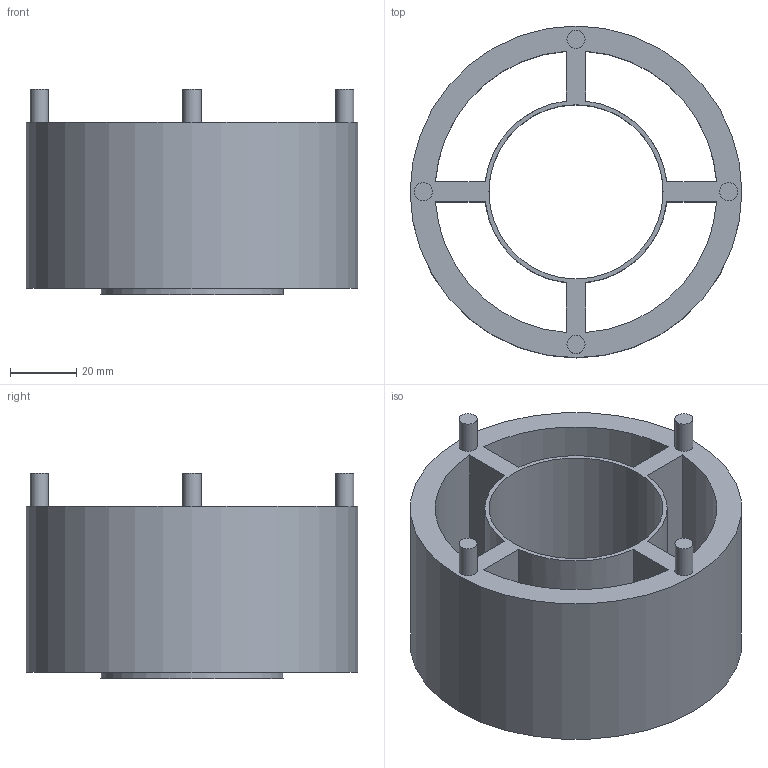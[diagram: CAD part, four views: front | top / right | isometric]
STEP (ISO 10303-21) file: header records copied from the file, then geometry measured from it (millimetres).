
FILE_DESCRIPTION(('HOOPS Exchange Step'),'2;1');
FILE_NAME('temp_export','2024-11-03T16:50:37-05:00',('tomgrant'),('Shapr3D Limited'),'HOOPS Exchange 2023.1','Shapr3D','Authorized');
FILE_SCHEMA( ('AUTOMOTIVE_DESIGN { 1 0 10303 214 1 1 1 1 }') );
Length unit declared in the file: millimetre
Products named in the file (1): root
Bounding box: 100 x 100 x 62 mm (x, y, z)
Volume: 138923.5 mm3; surface area: 56434.3 mm2
Topology: 1 solids, 1 shells, 26 faces, 74 edges, 51 vertices
Faces by surface type: plane 15, cylinder 11
Full cylindrical faces by diameter (mm): 5.5 x4, 52.5 x1, 55 x1, 100 x1
Entity records: 917 total; most frequent: DIRECTION 163, CARTESIAN_POINT 152, ORIENTED_EDGE 148, EDGE_CURVE 74, AXIS2_PLACEMENT_3D 62, VERTEX_POINT 51, VECTOR 39, LINE 39
